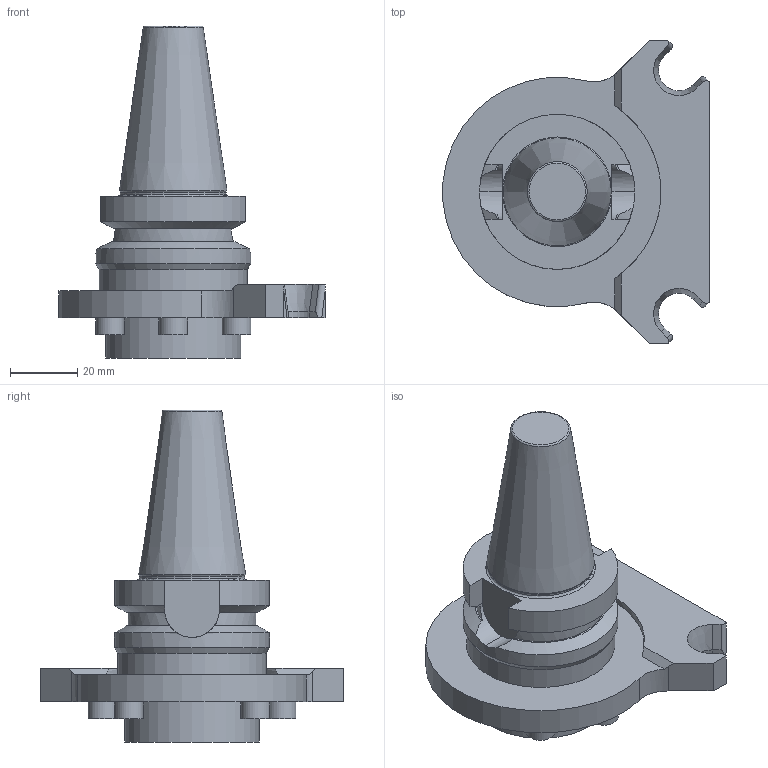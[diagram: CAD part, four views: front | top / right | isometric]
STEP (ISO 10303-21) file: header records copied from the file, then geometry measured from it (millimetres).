
FILE_DESCRIPTION(/* description */ (''),/* implementation_level */ '2;1');
FILE_NAME(/* name */ '1597910738295.stp',/* time_stamp */ '2020-08-20T10:05:45+02:00',/* author */ (''),/* organization */ ('SMS'),/* preprocessor_version */ 'ST-DEVELOPER v16.7',/* originating_system */ 'SIEMENS PLM Software NX 12.0',/* authorisation */ '');
FILE_SCHEMA (('AUTOMOTIVE_DESIGN { 1 0 10303 214 3 1 1 1 }'));
Length unit declared in the file: millimetre
Products named in the file (1): 112029912mod000_03
Bounding box: 78.87 x 90 x 98.4 mm (x, y, z)
Volume: 120430.6 mm3; surface area: 25081.5 mm2
Topology: 1 solids, 2 shells, 89 faces, 225 edges, 151 vertices
Faces by surface type: plane 46, cylinder 28, cone 10, bspline 3, torus 2
Full cylindrical faces by diameter (mm): 8.5 x6, 31.3 x1, 40 x1, 44 x1, 45.98 x1
Entity records: 7317 total; most frequent: CARTESIAN_POINT 5218, DIRECTION 431, ORIENTED_EDGE 396, EDGE_CURVE 198, AXIS2_PLACEMENT_3D 169, VERTEX_POINT 142, EDGE_LOOP 117, LINE 93
